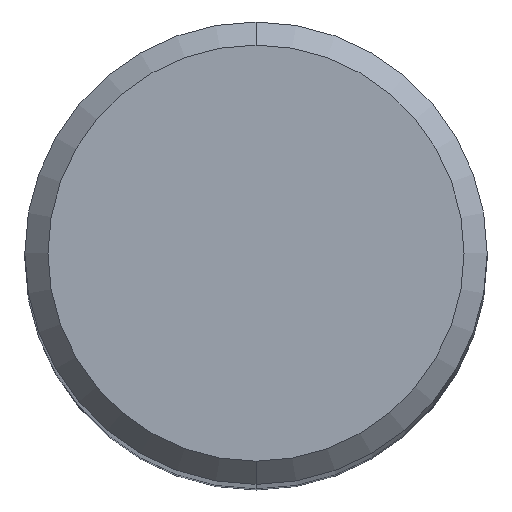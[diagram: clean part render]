
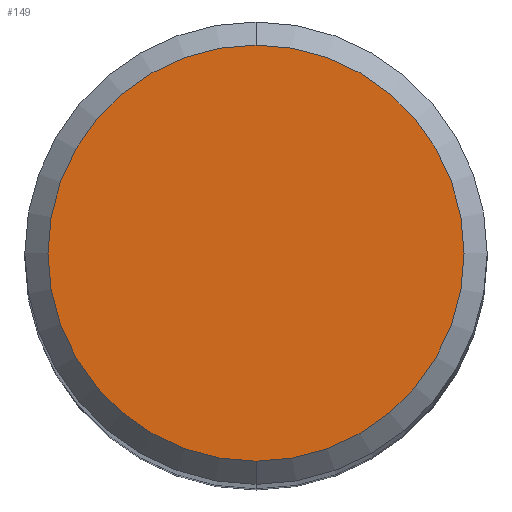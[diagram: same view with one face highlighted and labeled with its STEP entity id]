
A CAD part, top view. The second image highlights one B-rep face of the part: STEP entity #149.
In plain terms, the highlighted planar face has unit normal (0, 0, 1).
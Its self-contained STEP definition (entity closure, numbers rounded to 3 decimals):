
#89=VERTEX_POINT('',#209);
#107=VERTEX_POINT('',#228);
#149=ADVANCED_FACE('',(#275),#276,.T.);
#161=EDGE_CURVE('',#107,#89,#290,.T.);
#163=EDGE_CURVE('',#89,#107,#292,.T.);
#209=CARTESIAN_POINT('',(0.0,7.2,0.0));
#228=CARTESIAN_POINT('',(0.,-7.2,0.0));
#275=FACE_OUTER_BOUND('',#419,.T.);
#276=PLANE('',#420);
#290=CIRCLE('',#434,7.2);
#292=CIRCLE('',#437,7.2);
#419=EDGE_LOOP('',(#555,#556));
#420=AXIS2_PLACEMENT_3D('',#557,#558,#559);
#434=AXIS2_PLACEMENT_3D('',#576,#577,#578);
#437=AXIS2_PLACEMENT_3D('',#579,#580,#581);
#555=ORIENTED_EDGE('',*,*,#163,.F.);
#556=ORIENTED_EDGE('',*,*,#161,.F.);
#557=CARTESIAN_POINT('',(0.0,3.6,0.0));
#558=DIRECTION('',(-0.0,0.0,1.0));
#559=DIRECTION('',(0.0,-1.0,0.0));
#576=CARTESIAN_POINT('',(0.0,0.0,0.0));
#577=DIRECTION('',(0.0,0.0,-1.0));
#578=DIRECTION('',(0.0,1.0,0.0));
#579=CARTESIAN_POINT('',(0.0,0.0,0.0));
#580=DIRECTION('',(0.0,0.0,-1.0));
#581=DIRECTION('',(0.0,1.0,0.0));
